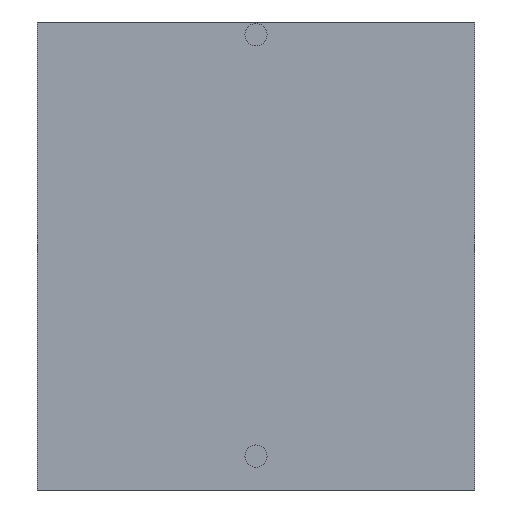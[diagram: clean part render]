
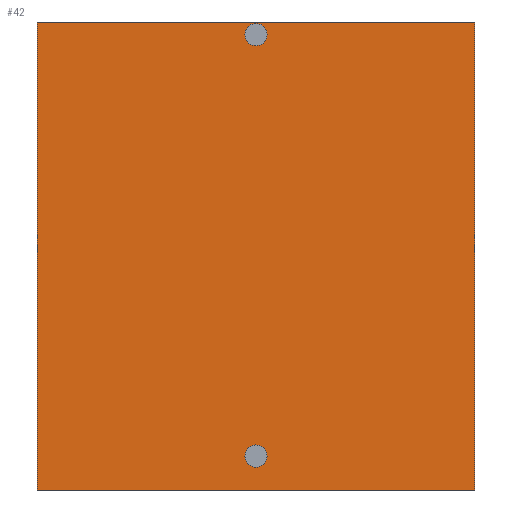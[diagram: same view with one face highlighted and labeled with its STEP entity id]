
A CAD part, front view. The second image highlights one B-rep face of the part: STEP entity #42.
In plain terms, the highlighted planar face has unit normal (0, -1, 0).
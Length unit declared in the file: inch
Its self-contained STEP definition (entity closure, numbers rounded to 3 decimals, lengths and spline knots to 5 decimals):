
#42 = ADVANCED_FACE ( 'NONE', ( #149, #209, #144 ), #432, .F. ) ;
#89 = VECTOR ( 'NONE', #423, 39.37008 ) ;
#90 = CIRCLE ( 'NONE', #309, 0.0575 ) ;
#99 = LINE ( 'NONE', #435, #89 ) ;
#112 = CIRCLE ( 'NONE', #289, 0.0575 ) ;
#117 = CIRCLE ( 'NONE', #299, 0.0575 ) ;
#120 = VECTOR ( 'NONE', #337, 39.37008 ) ;
#123 = LINE ( 'NONE', #345, #120 ) ;
#127 = VECTOR ( 'NONE', #387, 39.37008 ) ;
#129 = LINE ( 'NONE', #390, #127 ) ;
#130 = CIRCLE ( 'NONE', #304, 0.0575 ) ;
#133 = VECTOR ( 'NONE', #399, 39.37008 ) ;
#138 = LINE ( 'NONE', #417, #133 ) ;
#144 = FACE_OUTER_BOUND ( 'NONE', #233, .T. ) ;
#149 = FACE_BOUND ( 'NONE', #243, .T. ) ;
#158 = VERTEX_POINT ( 'NONE', #346 ) ;
#161 = VERTEX_POINT ( 'NONE', #376 ) ;
#162 = VERTEX_POINT ( 'NONE', #347 ) ;
#164 = VERTEX_POINT ( 'NONE', #334 ) ;
#168 = VERTEX_POINT ( 'NONE', #463 ) ;
#172 = VERTEX_POINT ( 'NONE', #460 ) ;
#174 = VERTEX_POINT ( 'NONE', #455 ) ;
#193 = VERTEX_POINT ( 'NONE', #448 ) ;
#205 = ORIENTED_EDGE ( 'NONE', *, *, #275, .F. ) ;
#206 = ORIENTED_EDGE ( 'NONE', *, *, #267, .F. ) ;
#207 = ORIENTED_EDGE ( 'NONE', *, *, #261, .F. ) ;
#208 = ORIENTED_EDGE ( 'NONE', *, *, #328, .F. ) ;
#209 = FACE_BOUND ( 'NONE', #249, .T. ) ;
#210 = ORIENTED_EDGE ( 'NONE', *, *, #260, .F. ) ;
#211 = ORIENTED_EDGE ( 'NONE', *, *, #272, .F. ) ;
#212 = ORIENTED_EDGE ( 'NONE', *, *, #268, .F. ) ;
#213 = ORIENTED_EDGE ( 'NONE', *, *, #264, .F. ) ;
#233 = EDGE_LOOP ( 'NONE', ( #210, #211, #212, #213 ) ) ;
#243 = EDGE_LOOP ( 'NONE', ( #205, #206 ) ) ;
#249 = EDGE_LOOP ( 'NONE', ( #207, #208 ) ) ;
#260 = EDGE_CURVE ( 'NONE', #193, #162, #99, .T. ) ;
#261 = EDGE_CURVE ( 'NONE', #164, #158, #90, .T. ) ;
#264 = EDGE_CURVE ( 'NONE', #162, #172, #138, .T. ) ;
#267 = EDGE_CURVE ( 'NONE', #174, #161, #130, .T. ) ;
#268 = EDGE_CURVE ( 'NONE', #172, #168, #129, .T. ) ;
#272 = EDGE_CURVE ( 'NONE', #168, #193, #123, .T. ) ;
#275 = EDGE_CURVE ( 'NONE', #161, #174, #117, .T. ) ;
#289 = AXIS2_PLACEMENT_3D ( 'NONE', #358, #439, #447 ) ;
#299 = AXIS2_PLACEMENT_3D ( 'NONE', #443, #418, #446 ) ;
#304 = AXIS2_PLACEMENT_3D ( 'NONE', #377, #374, #373 ) ;
#309 = AXIS2_PLACEMENT_3D ( 'NONE', #411, #408, #407 ) ;
#315 = AXIS2_PLACEMENT_3D ( 'NONE', #339, #415, #414 ) ;
#328 = EDGE_CURVE ( 'NONE', #158, #164, #112, .T. ) ;
#334 = CARTESIAN_POINT ( 'NONE',  ( 0., 0., 1.0825 ) ) ;
#337 = DIRECTION ( 'NONE',  ( 1., 0., 0. ) ) ;
#339 = CARTESIAN_POINT ( 'NONE',  ( 0., 0., 0. ) ) ;
#345 = CARTESIAN_POINT ( 'NONE',  ( -1.1275, 0., 1.205 ) ) ;
#346 = CARTESIAN_POINT ( 'NONE',  ( 0., 0., 1.1975 ) ) ;
#347 = CARTESIAN_POINT ( 'NONE',  ( 1.1275, 0., -1.205 ) ) ;
#358 = CARTESIAN_POINT ( 'NONE',  ( 0., 0., 1.14 ) ) ;
#373 = DIRECTION ( 'NONE',  ( 0., 0., -1. ) ) ;
#374 = DIRECTION ( 'NONE',  ( 0., -1., 0. ) ) ;
#376 = CARTESIAN_POINT ( 'NONE',  ( 0., 0., -1.0875 ) ) ;
#377 = CARTESIAN_POINT ( 'NONE',  ( 0., 0., -1.03 ) ) ;
#387 = DIRECTION ( 'NONE',  ( 0., 0., 1. ) ) ;
#390 = CARTESIAN_POINT ( 'NONE',  ( -1.1275, 0., -1.205 ) ) ;
#399 = DIRECTION ( 'NONE',  ( -1., 0., 0. ) ) ;
#407 = DIRECTION ( 'NONE',  ( 0., 0., -1. ) ) ;
#408 = DIRECTION ( 'NONE',  ( 0., -1., 0. ) ) ;
#411 = CARTESIAN_POINT ( 'NONE',  ( 0., 0., 1.14 ) ) ;
#414 = DIRECTION ( 'NONE',  ( 0., 0., 1. ) ) ;
#415 = DIRECTION ( 'NONE',  ( 0., 1., 0. ) ) ;
#417 = CARTESIAN_POINT ( 'NONE',  ( -1.1275, 0., -1.205 ) ) ;
#418 = DIRECTION ( 'NONE',  ( 0., -1., 0. ) ) ;
#423 = DIRECTION ( 'NONE',  ( 0., 0., -1. ) ) ;
#432 = PLANE ( 'NONE',  #315 ) ;
#435 = CARTESIAN_POINT ( 'NONE',  ( 1.1275, 0., -1.205 ) ) ;
#439 = DIRECTION ( 'NONE',  ( 0., -1., 0. ) ) ;
#443 = CARTESIAN_POINT ( 'NONE',  ( 0., 0., -1.03 ) ) ;
#446 = DIRECTION ( 'NONE',  ( 0., 0., -1. ) ) ;
#447 = DIRECTION ( 'NONE',  ( 0., 0., -1. ) ) ;
#448 = CARTESIAN_POINT ( 'NONE',  ( 1.1275, 0., 1.205 ) ) ;
#455 = CARTESIAN_POINT ( 'NONE',  ( 0., 0., -0.9725 ) ) ;
#460 = CARTESIAN_POINT ( 'NONE',  ( -1.1275, 0., -1.205 ) ) ;
#463 = CARTESIAN_POINT ( 'NONE',  ( -1.1275, 0., 1.205 ) ) ;
